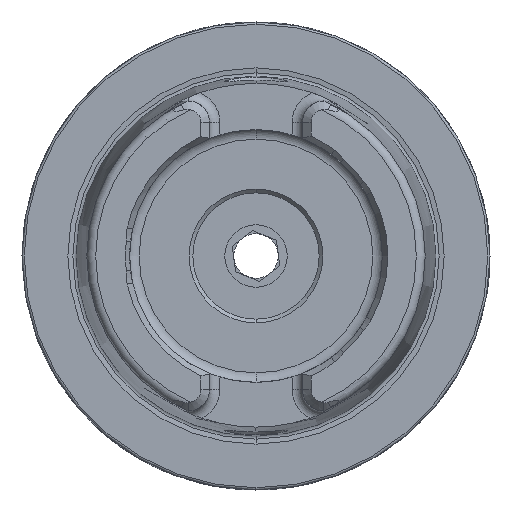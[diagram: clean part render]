
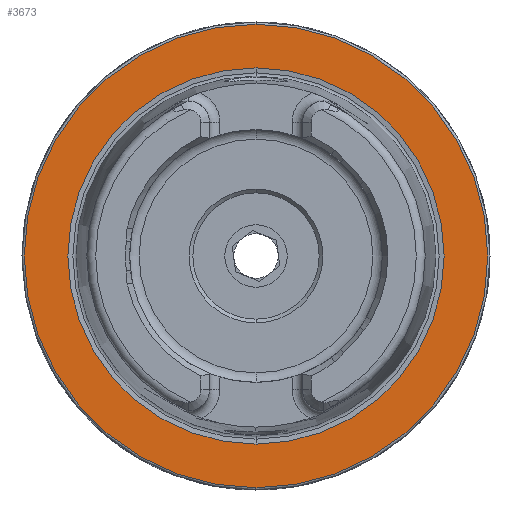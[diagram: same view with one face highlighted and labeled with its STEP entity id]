
A CAD part, left-side view. The second image highlights one B-rep face of the part: STEP entity #3673.
In plain terms, the highlighted planar face has unit normal (-1, 0, 0).
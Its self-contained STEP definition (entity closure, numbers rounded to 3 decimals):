
#32 = CIRCLE ( 'NONE', #37, 31.2 ) ;
#34 = CIRCLE ( 'NONE', #39, 25.324 ) ;
#37 = AXIS2_PLACEMENT_3D ( 'NONE', #4547, #4548, #4549 ) ;
#39 = AXIS2_PLACEMENT_3D ( 'NONE', #4550, #4551, #4552 ) ;
#334 = CARTESIAN_POINT ( 'NONE',  ( 0., 0., 0. ) ) ;
#335 = DIRECTION ( 'NONE',  ( -1., 0., 0. ) ) ;
#336 = DIRECTION ( 'NONE',  ( 0., 0., 1. ) ) ;
#346 = CARTESIAN_POINT ( 'NONE',  ( 0., 0., 0. ) ) ;
#347 = DIRECTION ( 'NONE',  ( -1., 0., 0. ) ) ;
#348 = DIRECTION ( 'NONE',  ( 0., 0., 1. ) ) ;
#450 = EDGE_CURVE ( 'NONE', #5698, #5703, #7294, .T. ) ;
#454 = EDGE_CURVE ( 'NONE', #5705, #5706, #7303, .T. ) ;
#1798 = AXIS2_PLACEMENT_3D ( 'NONE', #7006, #7013, #7014 ) ;
#3159 = ORIENTED_EDGE ( 'NONE', *, *, #8950, .F. ) ;
#3160 = ORIENTED_EDGE ( 'NONE', *, *, #450, .F. ) ;
#3161 = ORIENTED_EDGE ( 'NONE', *, *, #454, .T. ) ;
#3162 = ORIENTED_EDGE ( 'NONE', *, *, #8947, .T. ) ;
#3673 = ADVANCED_FACE ( 'NONE', ( #7007, #7010 ), #7011, .F. ) ;
#4332 = CARTESIAN_POINT ( 'NONE',  ( 0., 0., -25.324 ) ) ;
#4337 = CARTESIAN_POINT ( 'NONE',  ( 0., 0., 25.324 ) ) ;
#4339 = CARTESIAN_POINT ( 'NONE',  ( 0., 0., 31.2 ) ) ;
#4340 = CARTESIAN_POINT ( 'NONE',  ( 0., 0., -31.2 ) ) ;
#4547 = CARTESIAN_POINT ( 'NONE',  ( 0., 0., 0. ) ) ;
#4548 = DIRECTION ( 'NONE',  ( -1., 0., 0. ) ) ;
#4549 = DIRECTION ( 'NONE',  ( 0., 0., 1. ) ) ;
#4550 = CARTESIAN_POINT ( 'NONE',  ( 0., 0., 0. ) ) ;
#4551 = DIRECTION ( 'NONE',  ( -1., 0., 0. ) ) ;
#4552 = DIRECTION ( 'NONE',  ( 0., 0., 1. ) ) ;
#5698 = VERTEX_POINT ( 'NONE', #4332 ) ;
#5703 = VERTEX_POINT ( 'NONE', #4337 ) ;
#5705 = VERTEX_POINT ( 'NONE', #4339 ) ;
#5706 = VERTEX_POINT ( 'NONE', #4340 ) ;
#7006 = CARTESIAN_POINT ( 'NONE',  ( 0., 31.2, 0. ) ) ;
#7007 = FACE_BOUND ( 'NONE', #7258, .T. ) ;
#7010 = FACE_OUTER_BOUND ( 'NONE', #7255, .T. ) ;
#7011 = PLANE ( 'NONE',  #1798 ) ;
#7013 = DIRECTION ( 'NONE',  ( 1., 0., 0. ) ) ;
#7014 = DIRECTION ( 'NONE',  ( 0., 0., -1. ) ) ;
#7255 = EDGE_LOOP ( 'NONE', ( #3161, #3162 ) ) ;
#7258 = EDGE_LOOP ( 'NONE', ( #3159, #3160 ) ) ;
#7294 = CIRCLE ( 'NONE', #7299, 25.324 ) ;
#7299 = AXIS2_PLACEMENT_3D ( 'NONE', #334, #335, #336 ) ;
#7303 = CIRCLE ( 'NONE', #7306, 31.2 ) ;
#7306 = AXIS2_PLACEMENT_3D ( 'NONE', #346, #347, #348 ) ;
#8947 = EDGE_CURVE ( 'NONE', #5706, #5705, #32, .T. ) ;
#8950 = EDGE_CURVE ( 'NONE', #5703, #5698, #34, .T. ) ;
